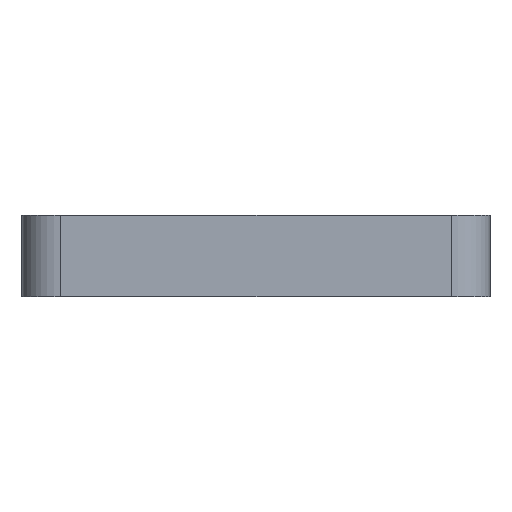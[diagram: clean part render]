
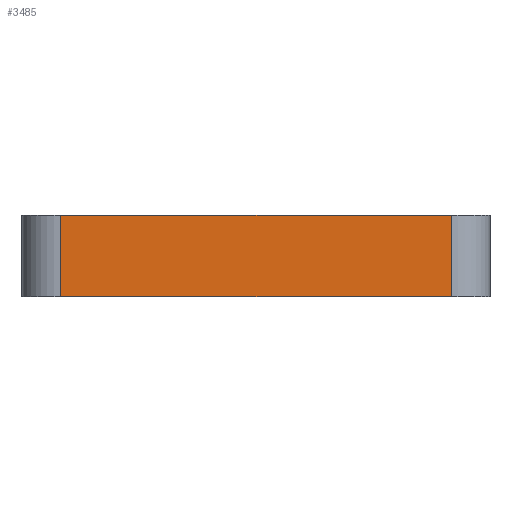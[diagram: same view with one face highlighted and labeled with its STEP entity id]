
A CAD part, left-side view. The second image highlights one B-rep face of the part: STEP entity #3485.
In plain terms, the highlighted planar face has unit normal (-1, 0, 0).
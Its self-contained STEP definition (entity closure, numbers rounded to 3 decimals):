
#148=LINE('',#4983,#492);
#414=LINE('',#7738,#758);
#415=LINE('',#7741,#759);
#416=LINE('',#7742,#760);
#492=VECTOR('',#3976,1000.);
#758=VECTOR('',#4588,1000.);
#759=VECTOR('',#4589,1000.);
#760=VECTOR('',#4590,1000.);
#1352=ORIENTED_EDGE('',*,*,#2235,.F.);
#1353=ORIENTED_EDGE('',*,*,#2236,.T.);
#1354=ORIENTED_EDGE('',*,*,#1856,.T.);
#1355=ORIENTED_EDGE('',*,*,#2237,.T.);
#1856=EDGE_CURVE('',#2361,#2360,#148,.T.);
#2235=EDGE_CURVE('',#2625,#2626,#414,.T.);
#2236=EDGE_CURVE('',#2625,#2361,#415,.T.);
#2237=EDGE_CURVE('',#2360,#2626,#416,.F.);
#2360=VERTEX_POINT('',#4982);
#2361=VERTEX_POINT('',#4984);
#2625=VERTEX_POINT('',#7739);
#2626=VERTEX_POINT('',#7740);
#2911=EDGE_LOOP('',(#1352,#1353,#1354,#1355));
#3153=FACE_BOUND('',#2911,.T.);
#3325=PLANE('',#3792);
#3485=ADVANCED_FACE('',(#3153),#3325,.F.);
#3792=AXIS2_PLACEMENT_3D('',#7737,#4586,#4587);
#3976=DIRECTION('',(0.,-1.,0.));
#4586=DIRECTION('',(1.,0.,0.));
#4587=DIRECTION('',(0.,0.,-1.));
#4588=DIRECTION('',(0.,-1.,0.));
#4589=DIRECTION('',(0.,0.,-1.));
#4590=DIRECTION('',(0.,0.,-1.));
#4982=CARTESIAN_POINT('',(-142.5,-48.,-575.));
#4983=CARTESIAN_POINT('',(-142.5,55.,-575.));
#4984=CARTESIAN_POINT('',(-142.5,48.,-575.));
#7737=CARTESIAN_POINT('',(-142.5,55.,-555.));
#7738=CARTESIAN_POINT('',(-142.5,55.,-555.));
#7739=CARTESIAN_POINT('',(-142.5,48.,-555.));
#7740=CARTESIAN_POINT('',(-142.5,-48.,-555.));
#7741=CARTESIAN_POINT('',(-142.5,48.,-555.));
#7742=CARTESIAN_POINT('',(-142.5,-48.,-555.));
